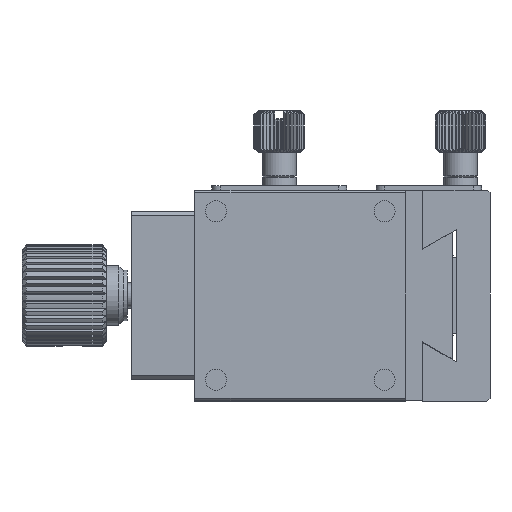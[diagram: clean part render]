
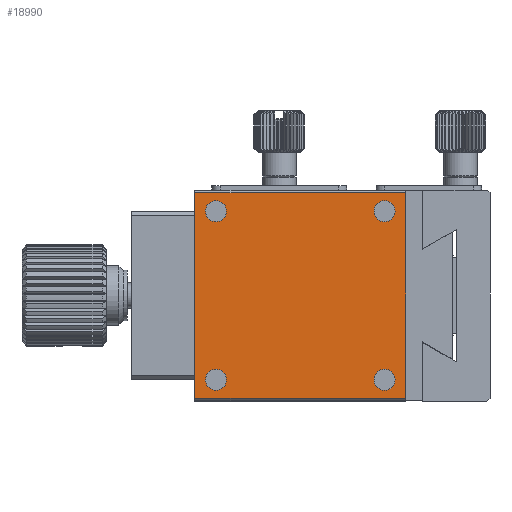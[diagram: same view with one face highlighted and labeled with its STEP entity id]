
A CAD part, front view. The second image highlights one B-rep face of the part: STEP entity #18990.
In plain terms, the highlighted planar face has unit normal (0, -1, 0).
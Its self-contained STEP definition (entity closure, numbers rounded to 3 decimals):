
#452 = EDGE_CURVE ( 'NONE', #16249, #23847, #4094, .T. ) ;
#600 = ORIENTED_EDGE ( 'NONE', *, *, #31492, .F. ) ;
#968 = CARTESIAN_POINT ( 'NONE',  ( 2.5, -15., -22.5 ) ) ;
#1055 = LINE ( 'NONE', #30643, #6358 ) ;
#1192 = CIRCLE ( 'NONE', #23742, 1.25 ) ;
#1730 = DIRECTION ( 'NONE',  ( 0., 0., -1. ) ) ;
#2038 = PLANE ( 'NONE',  #15365 ) ;
#4094 = LINE ( 'NONE', #18054, #31755 ) ;
#6085 = FACE_BOUND ( 'NONE', #23267, .T. ) ;
#6191 = ORIENTED_EDGE ( 'NONE', *, *, #32045, .F. ) ;
#6358 = VECTOR ( 'NONE', #30968, 1000. ) ;
#6998 = DIRECTION ( 'NONE',  ( 0., -1., 0. ) ) ;
#8584 = DIRECTION ( 'NONE',  ( 0., 0., -1. ) ) ;
#10018 = VERTEX_POINT ( 'NONE', #14373 ) ;
#10598 = CARTESIAN_POINT ( 'NONE',  ( 5., -15., -0.3 ) ) ;
#10706 = ORIENTED_EDGE ( 'NONE', *, *, #25072, .F. ) ;
#10813 = EDGE_CURVE ( 'NONE', #23847, #27252, #15098, .T. ) ;
#11033 = DIRECTION ( 'NONE',  ( 0., -1., 0. ) ) ;
#13475 = DIRECTION ( 'NONE',  ( 0., 1., 0. ) ) ;
#14373 = CARTESIAN_POINT ( 'NONE',  ( 5., -15., -0.3 ) ) ;
#14870 = CARTESIAN_POINT ( 'NONE',  ( 2.5, -15., -23.75 ) ) ;
#15098 = LINE ( 'NONE', #25611, #24045 ) ;
#15365 = AXIS2_PLACEMENT_3D ( 'NONE', #16862, #13475, #16692 ) ;
#15766 = CIRCLE ( 'NONE', #26267, 1.25 ) ;
#16245 = EDGE_LOOP ( 'NONE', ( #27514 ) ) ;
#16249 = VERTEX_POINT ( 'NONE', #22742 ) ;
#16682 = VERTEX_POINT ( 'NONE', #14870 ) ;
#16692 = DIRECTION ( 'NONE',  ( 0., 0., 1. ) ) ;
#16763 = AXIS2_PLACEMENT_3D ( 'NONE', #30741, #18247, #8584 ) ;
#16862 = CARTESIAN_POINT ( 'NONE',  ( 5., -15., -0.3 ) ) ;
#16925 = VERTEX_POINT ( 'NONE', #32531 ) ;
#17596 = CARTESIAN_POINT ( 'NONE',  ( 2.5, -15., -2.5 ) ) ;
#18054 = CARTESIAN_POINT ( 'NONE',  ( 5., -15., -24.7 ) ) ;
#18247 = DIRECTION ( 'NONE',  ( 0., -1., 0. ) ) ;
#18334 = CIRCLE ( 'NONE', #16763, 1.25 ) ;
#18714 = CARTESIAN_POINT ( 'NONE',  ( -17.5, -15., -2.5 ) ) ;
#18989 = EDGE_CURVE ( 'NONE', #19455, #19455, #29514, .T. ) ;
#18990 = ADVANCED_FACE ( 'NONE', ( #27030, #26704, #21178, #26875, #6085 ), #2038, .F. ) ;
#19011 = EDGE_CURVE ( 'NONE', #16682, #16682, #1192, .T. ) ;
#19455 = VERTEX_POINT ( 'NONE', #27173 ) ;
#19600 = EDGE_CURVE ( 'NONE', #27252, #10018, #26004, .T. ) ;
#21178 = FACE_BOUND ( 'NONE', #25505, .T. ) ;
#22636 = DIRECTION ( 'NONE',  ( -1., 0., 0. ) ) ;
#22742 = CARTESIAN_POINT ( 'NONE',  ( 5., -15., -24.7 ) ) ;
#23189 = CARTESIAN_POINT ( 'NONE',  ( -17.5, -15., -23.75 ) ) ;
#23267 = EDGE_LOOP ( 'NONE', ( #600 ) ) ;
#23696 = CARTESIAN_POINT ( 'NONE',  ( -20., -15., -0.3 ) ) ;
#23742 = AXIS2_PLACEMENT_3D ( 'NONE', #968, #11033, #1730 ) ;
#23847 = VERTEX_POINT ( 'NONE', #28276 ) ;
#24045 = VECTOR ( 'NONE', #32513, 1000. ) ;
#24812 = DIRECTION ( 'NONE',  ( 0., 0., -1. ) ) ;
#25072 = EDGE_CURVE ( 'NONE', #25993, #25993, #18334, .T. ) ;
#25353 = DIRECTION ( 'NONE',  ( 1., 0., 0. ) ) ;
#25505 = EDGE_LOOP ( 'NONE', ( #10706 ) ) ;
#25611 = CARTESIAN_POINT ( 'NONE',  ( -20., -15., -0.3 ) ) ;
#25993 = VERTEX_POINT ( 'NONE', #23189 ) ;
#26004 = LINE ( 'NONE', #10598, #30087 ) ;
#26267 = AXIS2_PLACEMENT_3D ( 'NONE', #17596, #32052, #24812 ) ;
#26704 = FACE_BOUND ( 'NONE', #16245, .T. ) ;
#26819 = EDGE_LOOP ( 'NONE', ( #31303, #6191, #29527, #28461 ) ) ;
#26875 = FACE_BOUND ( 'NONE', #32027, .T. ) ;
#27030 = FACE_OUTER_BOUND ( 'NONE', #26819, .T. ) ;
#27173 = CARTESIAN_POINT ( 'NONE',  ( -17.5, -15., -3.75 ) ) ;
#27252 = VERTEX_POINT ( 'NONE', #23696 ) ;
#27514 = ORIENTED_EDGE ( 'NONE', *, *, #18989, .F. ) ;
#28276 = CARTESIAN_POINT ( 'NONE',  ( -20., -15., -24.7 ) ) ;
#28461 = ORIENTED_EDGE ( 'NONE', *, *, #10813, .F. ) ;
#29073 = ORIENTED_EDGE ( 'NONE', *, *, #19011, .F. ) ;
#29498 = DIRECTION ( 'NONE',  ( 0., 0., -1. ) ) ;
#29514 = CIRCLE ( 'NONE', #31099, 1.25 ) ;
#29527 = ORIENTED_EDGE ( 'NONE', *, *, #19600, .F. ) ;
#30087 = VECTOR ( 'NONE', #25353, 1000. ) ;
#30643 = CARTESIAN_POINT ( 'NONE',  ( 5., -15., -0.3 ) ) ;
#30741 = CARTESIAN_POINT ( 'NONE',  ( -17.5, -15., -22.5 ) ) ;
#30968 = DIRECTION ( 'NONE',  ( 0., 0., -1. ) ) ;
#31099 = AXIS2_PLACEMENT_3D ( 'NONE', #18714, #6998, #29498 ) ;
#31303 = ORIENTED_EDGE ( 'NONE', *, *, #452, .F. ) ;
#31492 = EDGE_CURVE ( 'NONE', #16925, #16925, #15766, .T. ) ;
#31755 = VECTOR ( 'NONE', #22636, 1000. ) ;
#32027 = EDGE_LOOP ( 'NONE', ( #29073 ) ) ;
#32045 = EDGE_CURVE ( 'NONE', #10018, #16249, #1055, .T. ) ;
#32052 = DIRECTION ( 'NONE',  ( 0., -1., 0. ) ) ;
#32513 = DIRECTION ( 'NONE',  ( 0., 0., 1. ) ) ;
#32531 = CARTESIAN_POINT ( 'NONE',  ( 2.5, -15., -3.75 ) ) ;
